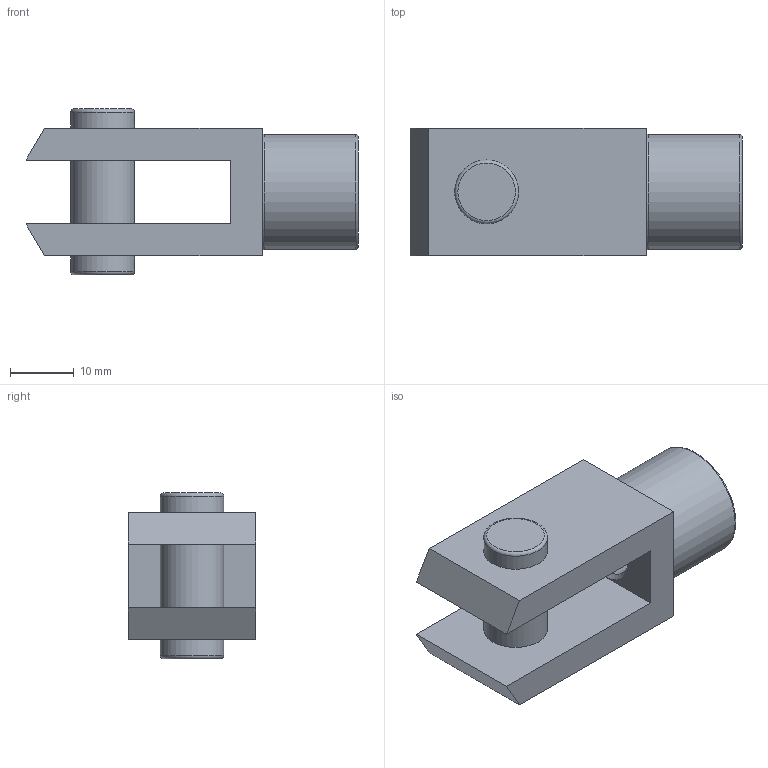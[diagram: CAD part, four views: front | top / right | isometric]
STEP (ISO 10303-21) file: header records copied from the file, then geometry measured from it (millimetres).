
FILE_DESCRIPTION(/* description */ ('Alibre Inc.'),/* implementation_level */ '2;1');
FILE_NAME(/* name */ 'export-3CAD4E6E-EB45-4212-A45F-F44A709D4E33',/* time_stamp */ '2020-08-23T17:17:27+02:00',/* author */ (''),/* organization */ (''),/* preprocessor_version */ 'ST-DEVELOPER v17',/* originating_system */ 'Alibre',/* authorisation */ '');
FILE_SCHEMA (('AUTOMOTIVE_DESIGN'));
Length unit declared in the file: millimetre
Products named in the file (1): _W0950322020-32(old)
Bounding box: 52 x 20 x 26 mm (x, y, z)
Volume: 11994.2 mm3; surface area: 5854.7 mm2
Topology: 1 solids, 1 shells, 25 faces, 57 edges, 36 vertices
Faces by surface type: plane 14, cylinder 5, torus 4, cone 2
Full cylindrical faces by diameter (mm): 8.647 x1, 10 x3, 18 x1
Entity records: 739 total; most frequent: CARTESIAN_POINT 117, ORIENTED_EDGE 114, DIRECTION 111, EDGE_CURVE 57, AXIS2_PLACEMENT_3D 48, VERTEX_POINT 36, VECTOR 33, LINE 33
